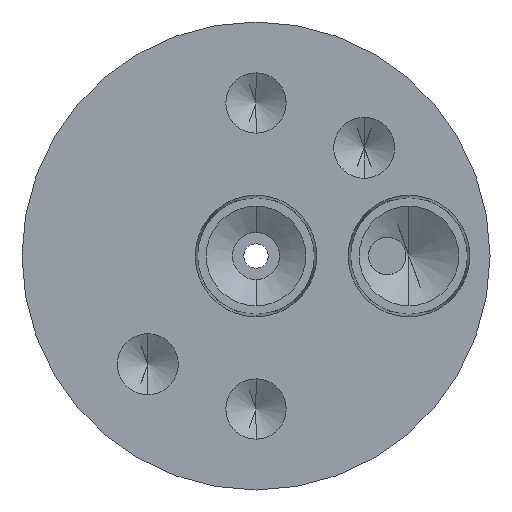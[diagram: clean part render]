
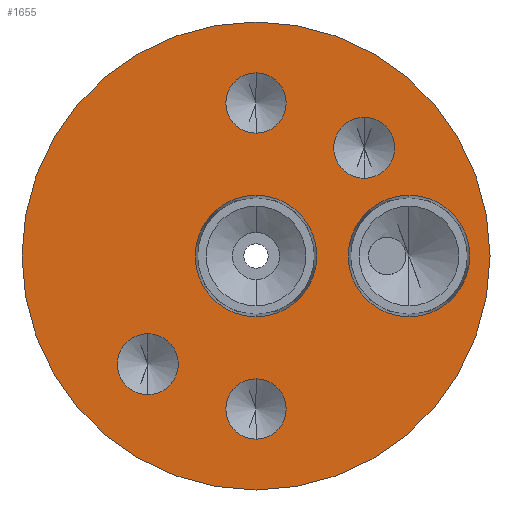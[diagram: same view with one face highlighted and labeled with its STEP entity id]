
A CAD part, front view. The second image highlights one B-rep face of the part: STEP entity #1655.
In plain terms, the highlighted planar face has unit normal (0, -1, 0).
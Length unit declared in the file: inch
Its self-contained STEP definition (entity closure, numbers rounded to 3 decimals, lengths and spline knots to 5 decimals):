
#6 = AXIS2_PLACEMENT_3D ( 'NONE', #563, #1794, #2981 ) ;
#33 = EDGE_CURVE ( 'NONE', #2472, #423, #1883, .T. ) ;
#47 = CARTESIAN_POINT ( 'NONE',  ( 0., -0.625, -0.2025 ) ) ;
#147 = AXIS2_PLACEMENT_3D ( 'NONE', #3899, #1172, #2134 ) ;
#156 = FACE_OUTER_BOUND ( 'NONE', #342, .T. ) ;
#209 = FACE_BOUND ( 'NONE', #1474, .T. ) ;
#236 = VERTEX_POINT ( 'NONE', #2002 ) ;
#278 = EDGE_LOOP ( 'NONE', ( #703, #2123 ) ) ;
#282 = DIRECTION ( 'NONE',  ( 0., -1., 0. ) ) ;
#310 = CARTESIAN_POINT ( 'NONE',  ( 0., -0.625, 0.4095 ) ) ;
#342 = EDGE_LOOP ( 'NONE', ( #665, #1036 ) ) ;
#354 = VERTEX_POINT ( 'NONE', #2226 ) ;
#400 = VERTEX_POINT ( 'NONE', #3726 ) ;
#423 = VERTEX_POINT ( 'NONE', #627 ) ;
#472 = CARTESIAN_POINT ( 'NONE',  ( 0., -0.625, 0.51 ) ) ;
#485 = EDGE_CURVE ( 'NONE', #2377, #1154, #2629, .T. ) ;
#492 = CIRCLE ( 'NONE', #1400, 0.78 ) ;
#510 = CIRCLE ( 'NONE', #6, 0.2025 ) ;
#522 = EDGE_CURVE ( 'NONE', #2785, #1938, #1627, .T. ) ;
#560 = ORIENTED_EDGE ( 'NONE', *, *, #2039, .F. ) ;
#563 = CARTESIAN_POINT ( 'NONE',  ( 0., -0.625, 0. ) ) ;
#573 = CIRCLE ( 'NONE', #3882, 0.10156 ) ;
#579 = EDGE_LOOP ( 'NONE', ( #3030, #3146 ) ) ;
#627 = CARTESIAN_POINT ( 'NONE',  ( 0.36062, -0.625, 0.46219 ) ) ;
#665 = ORIENTED_EDGE ( 'NONE', *, *, #1387, .F. ) ;
#700 = CARTESIAN_POINT ( 'NONE',  ( 0.51, -0.625, 0. ) ) ;
#703 = ORIENTED_EDGE ( 'NONE', *, *, #3026, .F. ) ;
#723 = AXIS2_PLACEMENT_3D ( 'NONE', #472, #1081, #3456 ) ;
#741 = EDGE_CURVE ( 'NONE', #236, #3434, #1431, .T. ) ;
#787 = DIRECTION ( 'NONE',  ( 0., -1., 0. ) ) ;
#807 = CARTESIAN_POINT ( 'NONE',  ( -0.36062, -0.625, -0.36062 ) ) ;
#824 = DIRECTION ( 'NONE',  ( 0., -1., 0. ) ) ;
#892 = VERTEX_POINT ( 'NONE', #3860 ) ;
#910 = EDGE_CURVE ( 'NONE', #2433, #354, #1639, .T. ) ;
#925 = AXIS2_PLACEMENT_3D ( 'NONE', #1372, #3793, #1653 ) ;
#932 = EDGE_CURVE ( 'NONE', #3434, #236, #3335, .T. ) ;
#987 = ORIENTED_EDGE ( 'NONE', *, *, #485, .F. ) ;
#1008 = DIRECTION ( 'NONE',  ( 0., 0., 1. ) ) ;
#1009 = EDGE_LOOP ( 'NONE', ( #2001, #2765 ) ) ;
#1036 = ORIENTED_EDGE ( 'NONE', *, *, #3750, .F. ) ;
#1081 = DIRECTION ( 'NONE',  ( 0., -1., 0. ) ) ;
#1130 = FACE_BOUND ( 'NONE', #3265, .T. ) ;
#1154 = VERTEX_POINT ( 'NONE', #3422 ) ;
#1172 = DIRECTION ( 'NONE',  ( 0., -1., 0. ) ) ;
#1289 = AXIS2_PLACEMENT_3D ( 'NONE', #700, #3714, #3329 ) ;
#1372 = CARTESIAN_POINT ( 'NONE',  ( 0., -0.625, 0. ) ) ;
#1387 = EDGE_CURVE ( 'NONE', #892, #1780, #492, .T. ) ;
#1400 = AXIS2_PLACEMENT_3D ( 'NONE', #3797, #2000, #1008 ) ;
#1425 = CARTESIAN_POINT ( 'NONE',  ( -0.36062, -0.625, -0.25906 ) ) ;
#1431 = CIRCLE ( 'NONE', #723, 0.1005 ) ;
#1436 = CARTESIAN_POINT ( 'NONE',  ( -0.36062, -0.625, -0.46219 ) ) ;
#1474 = EDGE_LOOP ( 'NONE', ( #987, #560 ) ) ;
#1479 = CIRCLE ( 'NONE', #1542, 0.10156 ) ;
#1493 = ORIENTED_EDGE ( 'NONE', *, *, #932, .F. ) ;
#1509 = DIRECTION ( 'NONE',  ( 0., 0., -1. ) ) ;
#1542 = AXIS2_PLACEMENT_3D ( 'NONE', #2973, #824, #2048 ) ;
#1574 = AXIS2_PLACEMENT_3D ( 'NONE', #3578, #3903, #3289 ) ;
#1619 = DIRECTION ( 'NONE',  ( 0., -1., 0. ) ) ;
#1627 = CIRCLE ( 'NONE', #3844, 0.10156 ) ;
#1639 = CIRCLE ( 'NONE', #1574, 0.20251 ) ;
#1653 = DIRECTION ( 'NONE',  ( 0., 0., -1. ) ) ;
#1655 = ADVANCED_FACE ( 'NONE', ( #1684, #1746, #2927, #1130, #2059, #209, #156 ), #2559, .T. ) ;
#1684 = FACE_BOUND ( 'NONE', #579, .T. ) ;
#1746 = FACE_BOUND ( 'NONE', #278, .T. ) ;
#1776 = AXIS2_PLACEMENT_3D ( 'NONE', #2440, #1889, #3072 ) ;
#1780 = VERTEX_POINT ( 'NONE', #2195 ) ;
#1783 = AXIS2_PLACEMENT_3D ( 'NONE', #1890, #2775, #2201 ) ;
#1794 = DIRECTION ( 'NONE',  ( 0., -1., 0. ) ) ;
#1871 = AXIS2_PLACEMENT_3D ( 'NONE', #2142, #1619, #1928 ) ;
#1883 = CIRCLE ( 'NONE', #147, 0.10156 ) ;
#1889 = DIRECTION ( 'NONE',  ( 0., -1., 0. ) ) ;
#1890 = CARTESIAN_POINT ( 'NONE',  ( 0., -0.625, 0. ) ) ;
#1920 = ORIENTED_EDGE ( 'NONE', *, *, #910, .F. ) ;
#1928 = DIRECTION ( 'NONE',  ( 0., 0., -1. ) ) ;
#1938 = VERTEX_POINT ( 'NONE', #1436 ) ;
#2000 = DIRECTION ( 'NONE',  ( 0., 1., 0. ) ) ;
#2001 = ORIENTED_EDGE ( 'NONE', *, *, #3128, .F. ) ;
#2002 = CARTESIAN_POINT ( 'NONE',  ( 0., -0.625, 0.6105 ) ) ;
#2031 = DIRECTION ( 'NONE',  ( 0., -1., 0. ) ) ;
#2032 = CIRCLE ( 'NONE', #1783, 0.78 ) ;
#2039 = EDGE_CURVE ( 'NONE', #1154, #2377, #510, .T. ) ;
#2048 = DIRECTION ( 'NONE',  ( 0., 0., -1. ) ) ;
#2049 = EDGE_CURVE ( 'NONE', #423, #2472, #573, .T. ) ;
#2059 = FACE_BOUND ( 'NONE', #1009, .T. ) ;
#2095 = DIRECTION ( 'NONE',  ( 0., 0., -1. ) ) ;
#2123 = ORIENTED_EDGE ( 'NONE', *, *, #522, .F. ) ;
#2132 = CARTESIAN_POINT ( 'NONE',  ( -0.78, -0.625, 0. ) ) ;
#2134 = DIRECTION ( 'NONE',  ( 0., 0., -1. ) ) ;
#2137 = CARTESIAN_POINT ( 'NONE',  ( 0., -0.625, -0.6105 ) ) ;
#2142 = CARTESIAN_POINT ( 'NONE',  ( 0., -0.625, -0.51 ) ) ;
#2187 = CIRCLE ( 'NONE', #2851, 0.1005 ) ;
#2195 = CARTESIAN_POINT ( 'NONE',  ( 0., -0.625, -0.78 ) ) ;
#2201 = DIRECTION ( 'NONE',  ( 0., 0., 1. ) ) ;
#2226 = CARTESIAN_POINT ( 'NONE',  ( 0.51, -0.625, -0.20251 ) ) ;
#2271 = DIRECTION ( 'NONE',  ( 0., 0., -1. ) ) ;
#2309 = CIRCLE ( 'NONE', #1871, 0.1005 ) ;
#2377 = VERTEX_POINT ( 'NONE', #47 ) ;
#2433 = VERTEX_POINT ( 'NONE', #2848 ) ;
#2440 = CARTESIAN_POINT ( 'NONE',  ( 0., -0.625, 0.51 ) ) ;
#2472 = VERTEX_POINT ( 'NONE', #2931 ) ;
#2558 = AXIS2_PLACEMENT_3D ( 'NONE', #2132, #2724, #2095 ) ;
#2559 = PLANE ( 'NONE',  #2558 ) ;
#2582 = CARTESIAN_POINT ( 'NONE',  ( 0., -0.625, -0.51 ) ) ;
#2611 = EDGE_LOOP ( 'NONE', ( #2818, #1920 ) ) ;
#2629 = CIRCLE ( 'NONE', #925, 0.2025 ) ;
#2724 = DIRECTION ( 'NONE',  ( 0., -1., 0. ) ) ;
#2765 = ORIENTED_EDGE ( 'NONE', *, *, #3210, .F. ) ;
#2775 = DIRECTION ( 'NONE',  ( 0., 1., 0. ) ) ;
#2785 = VERTEX_POINT ( 'NONE', #1425 ) ;
#2818 = ORIENTED_EDGE ( 'NONE', *, *, #3448, .F. ) ;
#2848 = CARTESIAN_POINT ( 'NONE',  ( 0.51, -0.625, 0.20251 ) ) ;
#2851 = AXIS2_PLACEMENT_3D ( 'NONE', #2582, #787, #3807 ) ;
#2927 = FACE_BOUND ( 'NONE', #2611, .T. ) ;
#2931 = CARTESIAN_POINT ( 'NONE',  ( 0.36062, -0.625, 0.25906 ) ) ;
#2973 = CARTESIAN_POINT ( 'NONE',  ( -0.36062, -0.625, -0.36062 ) ) ;
#2981 = DIRECTION ( 'NONE',  ( 0., 0., -1. ) ) ;
#2995 = CARTESIAN_POINT ( 'NONE',  ( 0.36062, -0.625, 0.36062 ) ) ;
#3026 = EDGE_CURVE ( 'NONE', #1938, #2785, #1479, .T. ) ;
#3030 = ORIENTED_EDGE ( 'NONE', *, *, #33, .F. ) ;
#3072 = DIRECTION ( 'NONE',  ( 0., 0., -1. ) ) ;
#3128 = EDGE_CURVE ( 'NONE', #3459, #400, #2309, .T. ) ;
#3146 = ORIENTED_EDGE ( 'NONE', *, *, #2049, .F. ) ;
#3174 = CIRCLE ( 'NONE', #1289, 0.20251 ) ;
#3210 = EDGE_CURVE ( 'NONE', #400, #3459, #2187, .T. ) ;
#3265 = EDGE_LOOP ( 'NONE', ( #1493, #3446 ) ) ;
#3289 = DIRECTION ( 'NONE',  ( 0., 0., -1. ) ) ;
#3329 = DIRECTION ( 'NONE',  ( 0., 0., -1. ) ) ;
#3335 = CIRCLE ( 'NONE', #1776, 0.1005 ) ;
#3422 = CARTESIAN_POINT ( 'NONE',  ( 0., -0.625, 0.2025 ) ) ;
#3434 = VERTEX_POINT ( 'NONE', #310 ) ;
#3446 = ORIENTED_EDGE ( 'NONE', *, *, #741, .F. ) ;
#3448 = EDGE_CURVE ( 'NONE', #354, #2433, #3174, .T. ) ;
#3456 = DIRECTION ( 'NONE',  ( 0., 0., -1. ) ) ;
#3459 = VERTEX_POINT ( 'NONE', #2137 ) ;
#3578 = CARTESIAN_POINT ( 'NONE',  ( 0.51, -0.625, 0. ) ) ;
#3714 = DIRECTION ( 'NONE',  ( 0., -1., 0. ) ) ;
#3726 = CARTESIAN_POINT ( 'NONE',  ( 0., -0.625, -0.4095 ) ) ;
#3750 = EDGE_CURVE ( 'NONE', #1780, #892, #2032, .T. ) ;
#3793 = DIRECTION ( 'NONE',  ( 0., -1., 0. ) ) ;
#3797 = CARTESIAN_POINT ( 'NONE',  ( 0., -0.625, 0. ) ) ;
#3807 = DIRECTION ( 'NONE',  ( 0., 0., -1. ) ) ;
#3844 = AXIS2_PLACEMENT_3D ( 'NONE', #807, #2031, #2271 ) ;
#3860 = CARTESIAN_POINT ( 'NONE',  ( 0., -0.625, 0.78 ) ) ;
#3882 = AXIS2_PLACEMENT_3D ( 'NONE', #2995, #282, #1509 ) ;
#3899 = CARTESIAN_POINT ( 'NONE',  ( 0.36062, -0.625, 0.36062 ) ) ;
#3903 = DIRECTION ( 'NONE',  ( 0., -1., 0. ) ) ;
